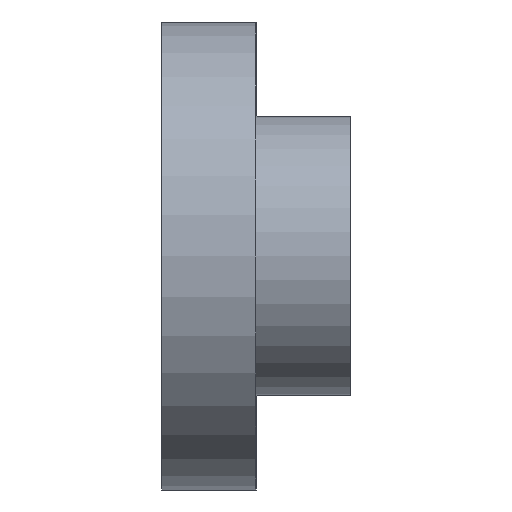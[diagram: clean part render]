
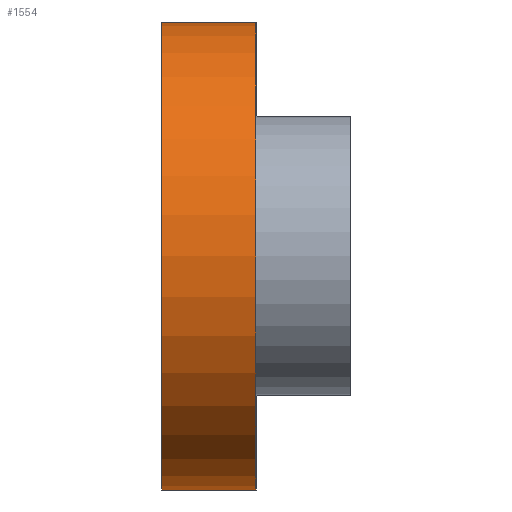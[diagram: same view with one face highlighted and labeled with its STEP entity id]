
A CAD part, left-side view. The second image highlights one B-rep face of the part: STEP entity #1554.
In plain terms, the highlighted cylindrical face has radius 6.312 mm (diameter 12.624 mm), a partial arc.
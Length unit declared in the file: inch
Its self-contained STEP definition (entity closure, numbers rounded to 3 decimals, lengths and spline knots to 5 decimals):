
#27=CYLINDRICAL_SURFACE($,#1676,0.2485);
#33=CIRCLE($,#1576,0.2485);
#45=CIRCLE($,#1633,0.2485);
#160=FACE_OUTER_BOUND($,#264,.T.);
#264=EDGE_LOOP($,(#1381,#1382,#1383,#1384));
#445=LINE($,#2528,#625);
#446=LINE($,#2530,#626);
#625=VECTOR($,#2087,0.1);
#626=VECTOR($,#2090,0.1);
#667=VERTEX_POINT($,#2196);
#668=VERTEX_POINT($,#2198);
#738=VERTEX_POINT($,#2423);
#739=VERTEX_POINT($,#2425);
#812=EDGE_CURVE($,#667,#668,#33,.T.);
#923=EDGE_CURVE($,#738,#739,#45,.T.);
#973=EDGE_CURVE($,#738,#668,#445,.T.);
#974=EDGE_CURVE($,#739,#667,#446,.T.);
#1381=ORIENTED_EDGE($,*,*,#923,.F.);
#1382=ORIENTED_EDGE($,*,*,#973,.T.);
#1383=ORIENTED_EDGE($,*,*,#812,.F.);
#1384=ORIENTED_EDGE($,*,*,#974,.F.);
#1554=ADVANCED_FACE($,(#160),#27,.T.);
#1576=AXIS2_PLACEMENT_3D($,#2199,#1754,#1755);
#1633=AXIS2_PLACEMENT_3D($,#2426,#1967,#1968);
#1676=AXIS2_PLACEMENT_3D($,#2529,#2088,#2089);
#1754=DIRECTION('center_axis',(0.,1.,0.));
#1755=DIRECTION('ref_axis',(0.,0.,1.));
#1967=DIRECTION('center_axis',(0.,-1.,0.));
#1968=DIRECTION('ref_axis',(0.,0.,1.));
#2087=DIRECTION($,(0.,1.,0.));
#2088=DIRECTION('center_axis',(0.,1.,0.));
#2089=DIRECTION('ref_axis',(0.,0.,1.));
#2090=DIRECTION($,(0.,1.,0.));
#2196=CARTESIAN_POINT('',(-1.,0.2,-0.2485));
#2198=CARTESIAN_POINT('',(-1.,0.2,0.2485));
#2199=CARTESIAN_POINT('Origin',(-1.,0.2,0.));
#2423=CARTESIAN_POINT('',(-1.,0.1,0.2485));
#2425=CARTESIAN_POINT('',(-1.,0.1,-0.2485));
#2426=CARTESIAN_POINT('Origin',(-1.,0.1,0.));
#2528=CARTESIAN_POINT($,(-1.,0.1,0.2485));
#2529=CARTESIAN_POINT('Origin',(-1.,0.1,0.));
#2530=CARTESIAN_POINT($,(-1.,0.1,-0.2485));
